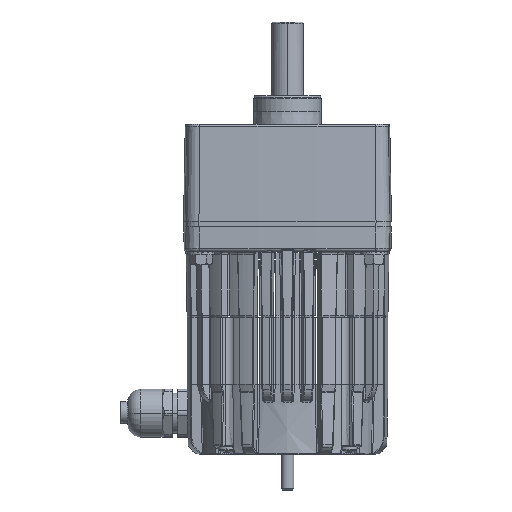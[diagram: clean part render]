
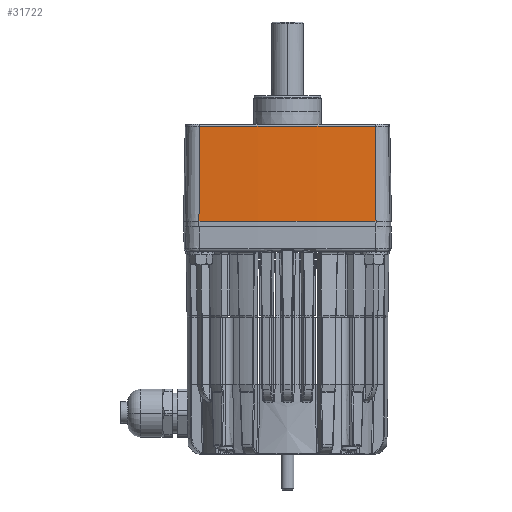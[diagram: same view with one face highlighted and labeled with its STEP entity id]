
A CAD part, front view. The second image highlights one B-rep face of the part: STEP entity #31722.
In plain terms, the highlighted conical face has half-angle 1 degrees and reference radius 1159.26 mm.
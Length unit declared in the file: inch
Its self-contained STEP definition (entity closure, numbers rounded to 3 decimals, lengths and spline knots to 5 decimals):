
#2737 = EDGE_LOOP ( 'NONE', ( #11872, #11989, #12303, #11748 ) ) ;
#2887 = VERTEX_POINT ( 'NONE', #46569 ) ;
#3182 = VERTEX_POINT ( 'NONE', #46946 ) ;
#5110 = AXIS2_PLACEMENT_3D ( 'NONE', #15254, #15253, #15246 ) ;
#10356 = CARTESIAN_POINT ( 'NONE',  ( -1.72685, -1.9649, 3.72905 ) ) ;
#10396 = CARTESIAN_POINT ( 'NONE',  ( 1.72685, -1.9649, 3.72905 ) ) ;
#11748 = ORIENTED_EDGE ( 'NONE', *, *, #47278, .F. ) ;
#11872 = ORIENTED_EDGE ( 'NONE', *, *, #47196, .T. ) ;
#11989 = ORIENTED_EDGE ( 'NONE', *, *, #47189, .T. ) ;
#12303 = ORIENTED_EDGE ( 'NONE', *, *, #47187, .T. ) ;
#15246 = DIRECTION ( 'NONE',  ( 1., 0., 0. ) ) ;
#15253 = DIRECTION ( 'NONE',  ( 0., 0., -1. ) ) ;
#15254 = CARTESIAN_POINT ( 'NONE',  ( 0., 43.61, 1.873 ) ) ;
#17457 = CARTESIAN_POINT ( 'NONE',  ( -1.72808, -1.99727, 1.873 ) ) ;
#17459 = DIRECTION ( 'NONE',  ( -0.001, -0.017, -1. ) ) ;
#17460 = CARTESIAN_POINT ( 'NONE',  ( 0., 43.61, 3.72905 ) ) ;
#17461 = DIRECTION ( 'NONE',  ( 0., 0., -1. ) ) ;
#17462 = DIRECTION ( 'NONE',  ( 1., 0., 0. ) ) ;
#17463 = DIRECTION ( 'NONE',  ( -0.001, 0.017, 1. ) ) ;
#17465 = CARTESIAN_POINT ( 'NONE',  ( 1.72808, -1.99727, 1.873 ) ) ;
#17594 = CARTESIAN_POINT ( 'NONE',  ( 0., 43.61, 1.873 ) ) ;
#17595 = DIRECTION ( 'NONE',  ( 0., 0., -1. ) ) ;
#17596 = DIRECTION ( 'NONE',  ( 1., 0., 0. ) ) ;
#31722 = ADVANCED_FACE ( 'NONE', ( #54973 ), #54982, .T. ) ;
#46569 = CARTESIAN_POINT ( 'NONE',  ( 1.72808, -1.99727, 1.873 ) ) ;
#46946 = CARTESIAN_POINT ( 'NONE',  ( -1.72808, -1.99727, 1.873 ) ) ;
#47187 = EDGE_CURVE ( 'NONE', #59986, #3182, #56634, .T. ) ;
#47189 = EDGE_CURVE ( 'NONE', #60027, #59986, #56632, .T. ) ;
#47196 = EDGE_CURVE ( 'NONE', #2887, #60027, #56642, .T. ) ;
#47278 = EDGE_CURVE ( 'NONE', #2887, #3182, #56721, .T. ) ;
#52557 = AXIS2_PLACEMENT_3D ( 'NONE', #17460, #17461, #17462 ) ;
#52577 = AXIS2_PLACEMENT_3D ( 'NONE', #17594, #17595, #17596 ) ;
#54973 = FACE_OUTER_BOUND ( 'NONE', #2737, .T. ) ;
#54982 = CONICAL_SURFACE ( 'NONE', #5110, 45.64, 0.017 ) ;
#56632 = CIRCLE ( 'NONE', #52557, 45.6076 ) ;
#56634 = LINE ( 'NONE', #17457, #56640 ) ;
#56640 = VECTOR ( 'NONE', #17459, 39.37008 ) ;
#56642 = LINE ( 'NONE', #17465, #56648 ) ;
#56648 = VECTOR ( 'NONE', #17463, 39.37008 ) ;
#56721 = CIRCLE ( 'NONE', #52577, 45.64 ) ;
#59986 = VERTEX_POINT ( 'NONE', #10356 ) ;
#60027 = VERTEX_POINT ( 'NONE', #10396 ) ;
